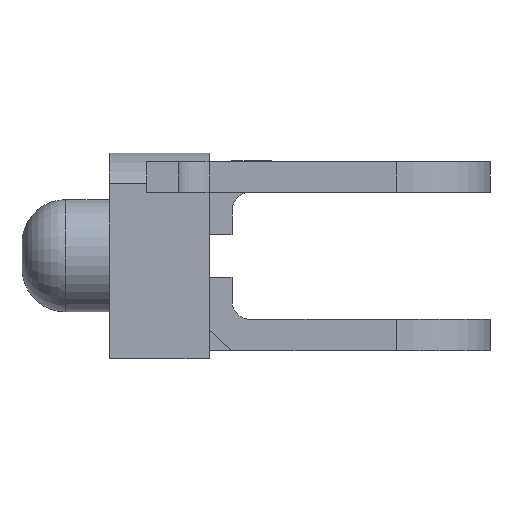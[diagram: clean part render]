
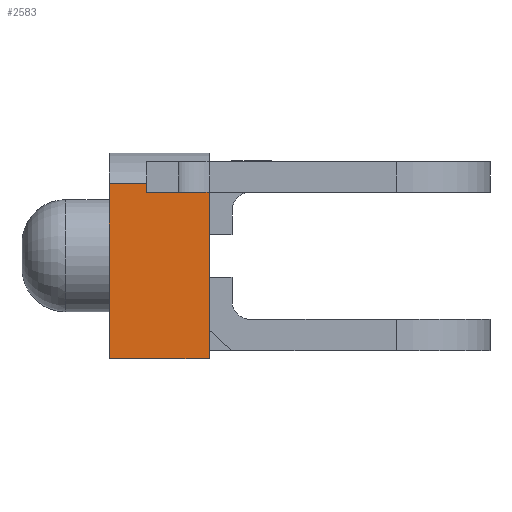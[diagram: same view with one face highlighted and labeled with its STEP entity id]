
A CAD part, left-side view. The second image highlights one B-rep face of the part: STEP entity #2583.
In plain terms, the highlighted planar face has unit normal (-1, 0, 0).
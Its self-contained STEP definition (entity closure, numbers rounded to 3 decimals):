
#71 = ORIENTED_EDGE ( 'NONE', *, *, #2231, .T. ) ;
#89 = LINE ( 'NONE', #839, #2436 ) ;
#108 = CARTESIAN_POINT ( 'NONE',  ( -1.2, 0., -1.65 ) ) ;
#162 = DIRECTION ( 'NONE',  ( 0., -1., 0. ) ) ;
#176 = VECTOR ( 'NONE', #2696, 1000. ) ;
#327 = AXIS2_PLACEMENT_3D ( 'NONE', #2201, #728, #2454 ) ;
#491 = CARTESIAN_POINT ( 'NONE',  ( -1.2, 0., 1.154 ) ) ;
#728 = DIRECTION ( 'NONE',  ( 1., 0., 0. ) ) ;
#756 = VERTEX_POINT ( 'NONE', #2832 ) ;
#799 = VERTEX_POINT ( 'NONE', #491 ) ;
#839 = CARTESIAN_POINT ( 'NONE',  ( -1.2, 1.6, -1.65 ) ) ;
#863 = VECTOR ( 'NONE', #162, 1000. ) ;
#950 = VERTEX_POINT ( 'NONE', #108 ) ;
#1152 = EDGE_LOOP ( 'NONE', ( #2974, #1472, #2954, #71 ) ) ;
#1194 = LINE ( 'NONE', #1901, #2844 ) ;
#1259 = LINE ( 'NONE', #2914, #176 ) ;
#1285 = EDGE_CURVE ( 'NONE', #950, #799, #1194, .T. ) ;
#1462 = FACE_OUTER_BOUND ( 'NONE', #1152, .T. ) ;
#1472 = ORIENTED_EDGE ( 'NONE', *, *, #2437, .F. ) ;
#1901 = CARTESIAN_POINT ( 'NONE',  ( -1.2, 0., 0. ) ) ;
#1948 = DIRECTION ( 'NONE',  ( 0., 0., 1. ) ) ;
#2097 = LINE ( 'NONE', #3046, #863 ) ;
#2201 = CARTESIAN_POINT ( 'NONE',  ( -1.2, 1.6, 0. ) ) ;
#2231 = EDGE_CURVE ( 'NONE', #2972, #950, #89, .T. ) ;
#2417 = PLANE ( 'NONE',  #327 ) ;
#2436 = VECTOR ( 'NONE', #3027, 1000. ) ;
#2437 = EDGE_CURVE ( 'NONE', #756, #799, #2097, .T. ) ;
#2454 = DIRECTION ( 'NONE',  ( 0., 0., -1. ) ) ;
#2583 = ADVANCED_FACE ( 'NONE', ( #1462 ), #2417, .F. ) ;
#2625 = EDGE_CURVE ( 'NONE', #2972, #756, #1259, .T. ) ;
#2647 = CARTESIAN_POINT ( 'NONE',  ( -1.2, 1.6, -1.65 ) ) ;
#2696 = DIRECTION ( 'NONE',  ( 0., 0., 1. ) ) ;
#2832 = CARTESIAN_POINT ( 'NONE',  ( -1.2, 1.6, 1.154 ) ) ;
#2844 = VECTOR ( 'NONE', #1948, 1000. ) ;
#2914 = CARTESIAN_POINT ( 'NONE',  ( -1.2, 1.6, 0. ) ) ;
#2954 = ORIENTED_EDGE ( 'NONE', *, *, #2625, .F. ) ;
#2972 = VERTEX_POINT ( 'NONE', #2647 ) ;
#2974 = ORIENTED_EDGE ( 'NONE', *, *, #1285, .T. ) ;
#3027 = DIRECTION ( 'NONE',  ( 0., -1., 0. ) ) ;
#3046 = CARTESIAN_POINT ( 'NONE',  ( -1.2, 1.6, 1.154 ) ) ;
